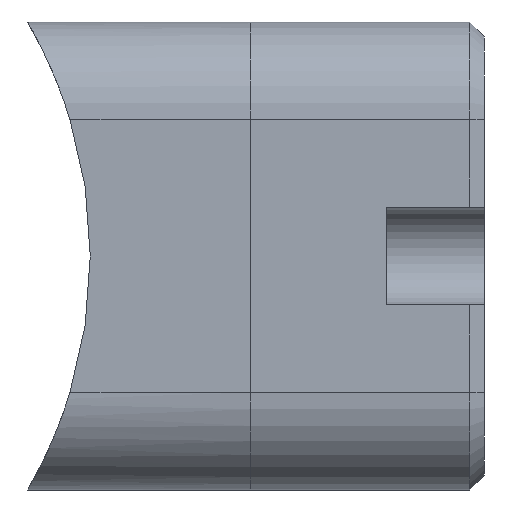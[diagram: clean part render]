
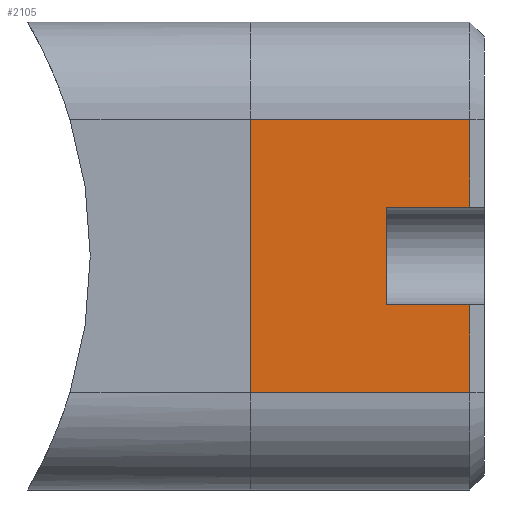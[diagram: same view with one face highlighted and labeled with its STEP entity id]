
A CAD part, left-side view. The second image highlights one B-rep face of the part: STEP entity #2105.
In plain terms, the highlighted planar face has unit normal (-1, 0, 0).
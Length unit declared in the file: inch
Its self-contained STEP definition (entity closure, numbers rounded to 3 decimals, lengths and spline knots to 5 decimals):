
#43 = EDGE_CURVE ( 'NONE', #365, #1264, #1216, .T. ) ;
#102 = VECTOR ( 'NONE', #1318, 39.37008 ) ;
#131 = ORIENTED_EDGE ( 'NONE', *, *, #43, .F. ) ;
#136 = CARTESIAN_POINT ( 'NONE',  ( -0.47244, 0.01496, -0.04921 ) ) ;
#142 = VECTOR ( 'NONE', #1788, 39.37008 ) ;
#145 = DIRECTION ( 'NONE',  ( 0., 0., 1. ) ) ;
#182 = LINE ( 'NONE', #717, #920 ) ;
#272 = DIRECTION ( 'NONE',  ( 0., 0., -1. ) ) ;
#287 = VECTOR ( 'NONE', #272, 39.37008 ) ;
#306 = ORIENTED_EDGE ( 'NONE', *, *, #701, .F. ) ;
#365 = VERTEX_POINT ( 'NONE', #495 ) ;
#396 = CARTESIAN_POINT ( 'NONE',  ( -0.47244, 0.09843, -0.04921 ) ) ;
#459 = LINE ( 'NONE', #607, #102 ) ;
#468 = EDGE_LOOP ( 'NONE', ( #1348, #1851, #306, #2166, #1933, #2087, #1974, #131 ) ) ;
#470 = CARTESIAN_POINT ( 'NONE',  ( -0.47244, 0.09843, 0.04921 ) ) ;
#495 = CARTESIAN_POINT ( 'NONE',  ( -0.47244, 0.23622, -0.1378 ) ) ;
#553 = VERTEX_POINT ( 'NONE', #964 ) ;
#591 = CARTESIAN_POINT ( 'NONE',  ( -0.47244, 0.23622, 0.23622 ) ) ;
#607 = CARTESIAN_POINT ( 'NONE',  ( -0.47244, 0.09843, 0.04921 ) ) ;
#608 = CARTESIAN_POINT ( 'NONE',  ( -0.47244, 0.23622, 0.1378 ) ) ;
#622 = VECTOR ( 'NONE', #2052, 39.37008 ) ;
#635 = FACE_OUTER_BOUND ( 'NONE', #468, .T. ) ;
#640 = EDGE_CURVE ( 'NONE', #835, #1264, #1688, .T. ) ;
#653 = VECTOR ( 'NONE', #145, 39.37008 ) ;
#701 = EDGE_CURVE ( 'NONE', #1367, #2299, #1958, .T. ) ;
#717 = CARTESIAN_POINT ( 'NONE',  ( -0.47244, 0.01496, 0.1378 ) ) ;
#735 = DIRECTION ( 'NONE',  ( 0., -1., 0. ) ) ;
#783 = EDGE_CURVE ( 'NONE', #553, #2299, #2154, .T. ) ;
#835 = VERTEX_POINT ( 'NONE', #2187 ) ;
#891 = VERTEX_POINT ( 'NONE', #1646 ) ;
#920 = VECTOR ( 'NONE', #2095, 39.37008 ) ;
#964 = CARTESIAN_POINT ( 'NONE',  ( -0.47244, 0.01496, -0.1378 ) ) ;
#992 = AXIS2_PLACEMENT_3D ( 'NONE', #591, #1321, #2053 ) ;
#1064 = CARTESIAN_POINT ( 'NONE',  ( -0.47244, 0.23622, 0.23622 ) ) ;
#1216 = LINE ( 'NONE', #1064, #653 ) ;
#1219 = CARTESIAN_POINT ( 'NONE',  ( -0.47244, 0.09843, -0.04921 ) ) ;
#1264 = VERTEX_POINT ( 'NONE', #2227 ) ;
#1280 = EDGE_CURVE ( 'NONE', #2224, #891, #459, .T. ) ;
#1294 = EDGE_CURVE ( 'NONE', #2224, #1367, #2051, .T. ) ;
#1303 = LINE ( 'NONE', #1878, #1436 ) ;
#1318 = DIRECTION ( 'NONE',  ( 0., -1., 0. ) ) ;
#1321 = DIRECTION ( 'NONE',  ( 1., 0., 0. ) ) ;
#1344 = PLANE ( 'NONE',  #992 ) ;
#1348 = ORIENTED_EDGE ( 'NONE', *, *, #2133, .T. ) ;
#1367 = VERTEX_POINT ( 'NONE', #1219 ) ;
#1429 = EDGE_CURVE ( 'NONE', #891, #835, #182, .T. ) ;
#1436 = VECTOR ( 'NONE', #2013, 39.37008 ) ;
#1621 = VECTOR ( 'NONE', #735, 39.37008 ) ;
#1646 = CARTESIAN_POINT ( 'NONE',  ( -0.47244, 0.01496, 0.04921 ) ) ;
#1688 = LINE ( 'NONE', #608, #622 ) ;
#1745 = CARTESIAN_POINT ( 'NONE',  ( -0.47244, 0.09843, 0.04921 ) ) ;
#1788 = DIRECTION ( 'NONE',  ( 0., 0., 1. ) ) ;
#1851 = ORIENTED_EDGE ( 'NONE', *, *, #783, .T. ) ;
#1878 = CARTESIAN_POINT ( 'NONE',  ( -0.47244, 0.23622, -0.1378 ) ) ;
#1933 = ORIENTED_EDGE ( 'NONE', *, *, #1280, .T. ) ;
#1958 = LINE ( 'NONE', #396, #1621 ) ;
#1972 = CARTESIAN_POINT ( 'NONE',  ( -0.47244, 0.01496, -0.04921 ) ) ;
#1974 = ORIENTED_EDGE ( 'NONE', *, *, #640, .T. ) ;
#2013 = DIRECTION ( 'NONE',  ( 0., -1., 0. ) ) ;
#2051 = LINE ( 'NONE', #470, #287 ) ;
#2052 = DIRECTION ( 'NONE',  ( 0., 1., 0. ) ) ;
#2053 = DIRECTION ( 'NONE',  ( 0., 0., -1. ) ) ;
#2087 = ORIENTED_EDGE ( 'NONE', *, *, #1429, .T. ) ;
#2095 = DIRECTION ( 'NONE',  ( 0., 0., 1. ) ) ;
#2105 = ADVANCED_FACE ( 'NONE', ( #635 ), #1344, .F. ) ;
#2133 = EDGE_CURVE ( 'NONE', #365, #553, #1303, .T. ) ;
#2154 = LINE ( 'NONE', #1972, #142 ) ;
#2166 = ORIENTED_EDGE ( 'NONE', *, *, #1294, .F. ) ;
#2187 = CARTESIAN_POINT ( 'NONE',  ( -0.47244, 0.01496, 0.1378 ) ) ;
#2224 = VERTEX_POINT ( 'NONE', #1745 ) ;
#2227 = CARTESIAN_POINT ( 'NONE',  ( -0.47244, 0.23622, 0.1378 ) ) ;
#2299 = VERTEX_POINT ( 'NONE', #136 ) ;
